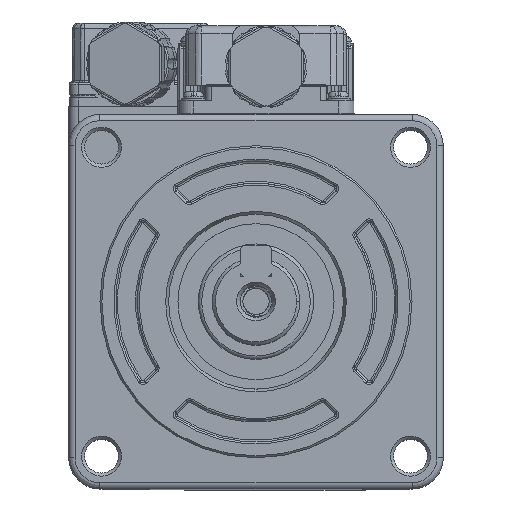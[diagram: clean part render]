
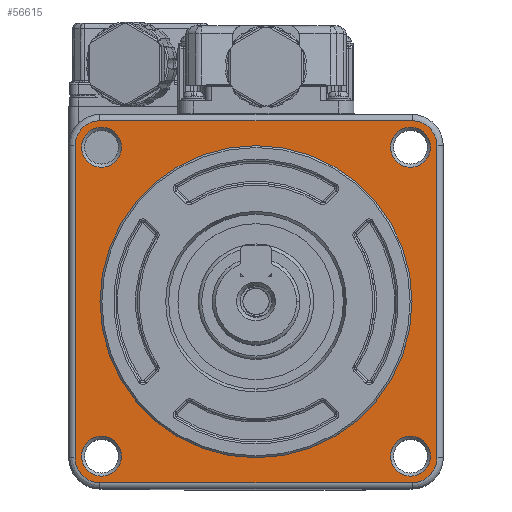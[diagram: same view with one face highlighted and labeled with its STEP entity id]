
A CAD part, top view. The second image highlights one B-rep face of the part: STEP entity #56615.
In plain terms, the highlighted planar face has unit normal (0, 0, 1).
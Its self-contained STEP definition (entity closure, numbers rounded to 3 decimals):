
#56108=CARTESIAN_POINT('',(-175.,29.,-18.6));
#56109=VERTEX_POINT('',#56108);
#56117=CARTESIAN_POINT('',(-125.,29.,-18.6));
#56118=VERTEX_POINT('',#56117);
#56119=CARTESIAN_POINT('',(-125.,29.,-18.6));
#56120=DIRECTION('',(-1.,0.,0.));
#56121=VECTOR('',#56120,50.);
#56122=LINE('',#56119,#56121);
#56123=EDGE_CURVE('',#56118,#56109,#56122,.T.);
#56481=CARTESIAN_POINT('',(-179.,25.,-18.6));
#56482=VERTEX_POINT('',#56481);
#56490=CARTESIAN_POINT('',(-175.,25.,-18.6));
#56491=DIRECTION('',(0.,1.,0.));
#56492=DIRECTION('',(0.,0.,1.));
#56493=AXIS2_PLACEMENT_3D('',#56490,#56492,#56491);
#56494=CIRCLE('',#56493,4.);
#56495=EDGE_CURVE('',#56109,#56482,#56494,.T.);
#56502=CARTESIAN_POINT('',(-150.,0.,-18.6));
#56503=DIRECTION('',(0.,1.,0.));
#56504=DIRECTION('',(0.,-0.,1.));
#56505=AXIS2_PLACEMENT_3D('',#56502,#56504,#56503);
#56506=PLANE('',#56505);
#56507=CARTESIAN_POINT('',(-121.,-25.,-18.6));
#56508=VERTEX_POINT('',#56507);
#56509=CARTESIAN_POINT('',(-125.,-29.,-18.6));
#56510=VERTEX_POINT('',#56509);
#56511=CARTESIAN_POINT('',(-125.,-25.,-18.6));
#56512=DIRECTION('',(1.,0.,0.));
#56513=DIRECTION('',(0.,0.,-1.));
#56514=AXIS2_PLACEMENT_3D('',#56511,#56513,#56512);
#56515=CIRCLE('',#56514,4.);
#56516=EDGE_CURVE('',#56508,#56510,#56515,.T.);
#56517=ORIENTED_EDGE('',*,*,#56516,.F.);
#56518=CARTESIAN_POINT('',(-121.,25.,-18.6));
#56519=VERTEX_POINT('',#56518);
#56520=CARTESIAN_POINT('',(-121.,25.,-18.6));
#56521=DIRECTION('',(0.,-1.,0.));
#56522=VECTOR('',#56521,50.);
#56523=LINE('',#56520,#56522);
#56524=EDGE_CURVE('',#56519,#56508,#56523,.T.);
#56525=ORIENTED_EDGE('',*,*,#56524,.F.);
#56526=CARTESIAN_POINT('',(-125.,25.,-18.6));
#56527=DIRECTION('',(0.,1.,0.));
#56528=DIRECTION('',(0.,0.,-1.));
#56529=AXIS2_PLACEMENT_3D('',#56526,#56528,#56527);
#56530=CIRCLE('',#56529,4.);
#56531=EDGE_CURVE('',#56118,#56519,#56530,.T.);
#56532=ORIENTED_EDGE('',*,*,#56531,.F.);
#56533=ORIENTED_EDGE('',*,*,#56123,.T.);
#56534=ORIENTED_EDGE('',*,*,#56495,.T.);
#56535=CARTESIAN_POINT('',(-179.,-25.,-18.6));
#56536=VERTEX_POINT('',#56535);
#56537=CARTESIAN_POINT('',(-179.,25.,-18.6));
#56538=DIRECTION('',(0.,-1.,0.));
#56539=VECTOR('',#56538,50.);
#56540=LINE('',#56537,#56539);
#56541=EDGE_CURVE('',#56482,#56536,#56540,.T.);
#56542=ORIENTED_EDGE('',*,*,#56541,.T.);
#56543=CARTESIAN_POINT('',(-175.,-29.,-18.6));
#56544=VERTEX_POINT('',#56543);
#56545=CARTESIAN_POINT('',(-175.,-25.,-18.6));
#56546=DIRECTION('',(-1.,0.,0.));
#56547=DIRECTION('',(0.,0.,1.));
#56548=AXIS2_PLACEMENT_3D('',#56545,#56547,#56546);
#56549=CIRCLE('',#56548,4.);
#56550=EDGE_CURVE('',#56536,#56544,#56549,.T.);
#56551=ORIENTED_EDGE('',*,*,#56550,.T.);
#56552=CARTESIAN_POINT('',(-175.,-29.,-18.6));
#56553=DIRECTION('',(1.,0.,0.));
#56554=VECTOR('',#56553,50.);
#56555=LINE('',#56552,#56554);
#56556=EDGE_CURVE('',#56544,#56510,#56555,.T.);
#56557=ORIENTED_EDGE('',*,*,#56556,.T.);
#56558=EDGE_LOOP('',(#56517,#56525,#56532,#56533,#56534,#56542,#56551,#56557));
#56559=FACE_OUTER_BOUND('',#56558,.T.);
#56560=CARTESIAN_POINT('',(-128.451,24.749,-18.6));
#56561=VERTEX_POINT('',#56560);
#56562=CARTESIAN_POINT('',(-125.251,24.749,-18.6));
#56563=DIRECTION('',(-1.,0.,0.));
#56564=DIRECTION('',(0.,0.,-1.));
#56565=AXIS2_PLACEMENT_3D('',#56562,#56564,#56563);
#56566=CIRCLE('',#56565,3.2);
#56567=EDGE_CURVE('',#56561,#56561,#56566,.T.);
#56568=ORIENTED_EDGE('',*,*,#56567,.T.);
#56569=EDGE_LOOP('',(#56568));
#56570=FACE_BOUND('',#56569,.T.);
#56571=CARTESIAN_POINT('',(-177.949,-24.749,-18.6));
#56572=VERTEX_POINT('',#56571);
#56573=CARTESIAN_POINT('',(-174.749,-24.749,-18.6));
#56574=DIRECTION('',(-1.,0.,0.));
#56575=DIRECTION('',(0.,0.,-1.));
#56576=AXIS2_PLACEMENT_3D('',#56573,#56575,#56574);
#56577=CIRCLE('',#56576,3.2);
#56578=EDGE_CURVE('',#56572,#56572,#56577,.T.);
#56579=ORIENTED_EDGE('',*,*,#56578,.T.);
#56580=EDGE_LOOP('',(#56579));
#56581=FACE_BOUND('',#56580,.T.);
#56582=CARTESIAN_POINT('',(-128.451,-24.749,-18.6));
#56583=VERTEX_POINT('',#56582);
#56584=CARTESIAN_POINT('',(-125.251,-24.749,-18.6));
#56585=DIRECTION('',(-1.,0.,0.));
#56586=DIRECTION('',(0.,0.,-1.));
#56587=AXIS2_PLACEMENT_3D('',#56584,#56586,#56585);
#56588=CIRCLE('',#56587,3.2);
#56589=EDGE_CURVE('',#56583,#56583,#56588,.T.);
#56590=ORIENTED_EDGE('',*,*,#56589,.T.);
#56591=EDGE_LOOP('',(#56590));
#56592=FACE_BOUND('',#56591,.T.);
#56593=CARTESIAN_POINT('',(-177.949,24.749,-18.6));
#56594=VERTEX_POINT('',#56593);
#56595=CARTESIAN_POINT('',(-174.749,24.749,-18.6));
#56596=DIRECTION('',(-1.,0.,0.));
#56597=DIRECTION('',(0.,0.,-1.));
#56598=AXIS2_PLACEMENT_3D('',#56595,#56597,#56596);
#56599=CIRCLE('',#56598,3.2);
#56600=EDGE_CURVE('',#56594,#56594,#56599,.T.);
#56601=ORIENTED_EDGE('',*,*,#56600,.T.);
#56602=EDGE_LOOP('',(#56601));
#56603=FACE_BOUND('',#56602,.T.);
#56604=CARTESIAN_POINT('',(-125.,0.,-18.6));
#56605=VERTEX_POINT('',#56604);
#56606=CARTESIAN_POINT('',(-150.,0.,-18.6));
#56607=DIRECTION('',(1.,0.,0.));
#56608=DIRECTION('',(0.,0.,-1.));
#56609=AXIS2_PLACEMENT_3D('',#56606,#56608,#56607);
#56610=CIRCLE('',#56609,25.);
#56611=EDGE_CURVE('',#56605,#56605,#56610,.T.);
#56612=ORIENTED_EDGE('',*,*,#56611,.T.);
#56613=EDGE_LOOP('',(#56612));
#56614=FACE_BOUND('',#56613,.T.);
#56615=ADVANCED_FACE('',(#56559,#56570,#56581,#56592,#56603,#56614),#56506,.T.);
